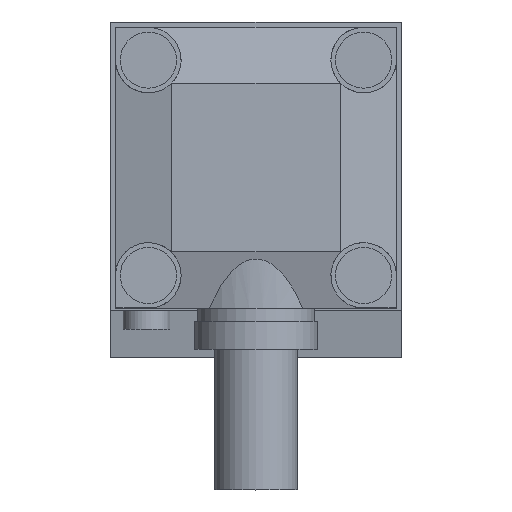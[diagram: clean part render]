
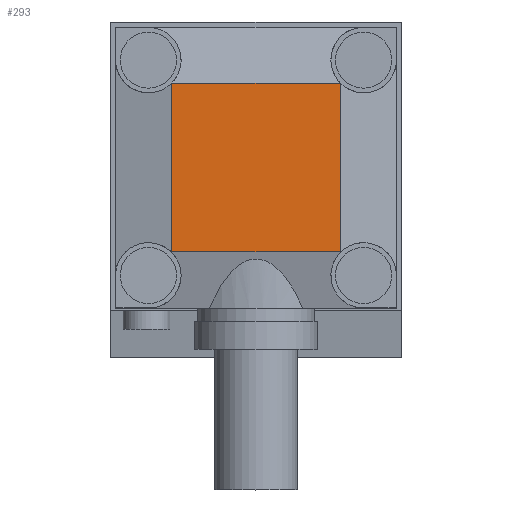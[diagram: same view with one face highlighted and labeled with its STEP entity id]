
A CAD part, top view. The second image highlights one B-rep face of the part: STEP entity #293.
In plain terms, the highlighted planar face has unit normal (0, 0, 1).
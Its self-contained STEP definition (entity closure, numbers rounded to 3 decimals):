
#293=ADVANCED_FACE('FACE45',(#722),#723,.T.);
#722=FACE_OUTER_BOUND('',#1293,.T.);
#723=PLANE('',#1294);
#1293=EDGE_LOOP('',(#2067,#2068,#2069,#2070));
#1294=AXIS2_PLACEMENT_3D('',#2071,#2072,#2073);
#2067=ORIENTED_EDGE('',*,*,#3469,.T.);
#2068=ORIENTED_EDGE('',*,*,#3470,.T.);
#2069=ORIENTED_EDGE('',*,*,#3471,.T.);
#2070=ORIENTED_EDGE('',*,*,#3472,.T.);
#2071=CARTESIAN_POINT('',(0.0,-3.556,102.108));
#2072=DIRECTION('',(0.0,0.0,1.0));
#2073=DIRECTION('',(1.0,0.0,0.0));
#3469=EDGE_CURVE('EDGE100',#4163,#4164,#4165,.T.);
#3470=EDGE_CURVE('EDGE101',#4164,#4166,#4167,.T.);
#3471=EDGE_CURVE('EDGE102',#4166,#4168,#4169,.T.);
#3472=EDGE_CURVE('EDGE103',#4168,#4163,#4170,.T.);
#4163=VERTEX_POINT('VERTEX71',#5209);
#4164=VERTEX_POINT('VERTEX72',#5210);
#4165=LINE('',#5211,#5212);
#4166=VERTEX_POINT('VERTEX73',#5213);
#4167=LINE('',#5214,#5215);
#4168=VERTEX_POINT('VERTEX74',#5216);
#4169=LINE('',#5217,#5218);
#4170=LINE('',#5219,#5220);
#5209=CARTESIAN_POINT('',(-11.43,-14.986,102.108));
#5210=CARTESIAN_POINT('',(11.43,-14.986,102.108));
#5211=CARTESIAN_POINT('',(0.,-14.986,102.108));
#5212=VECTOR('',#6561,25.4);
#5213=CARTESIAN_POINT('',(11.43,7.874,102.108));
#5214=CARTESIAN_POINT('',(11.43,-3.556,102.108));
#5215=VECTOR('',#6562,25.4);
#5216=CARTESIAN_POINT('',(-11.43,7.874,102.108));
#5217=CARTESIAN_POINT('',(0.,7.874,102.108));
#5218=VECTOR('',#6563,25.4);
#5219=CARTESIAN_POINT('',(-11.43,-3.556,102.108));
#5220=VECTOR('',#6564,25.4);
#6561=DIRECTION('',(1.0,0.,0.0));
#6562=DIRECTION('',(0.0,1.0,0.0));
#6563=DIRECTION('',(-1.0,0.,0.0));
#6564=DIRECTION('',(0.,-1.0,0.0));
